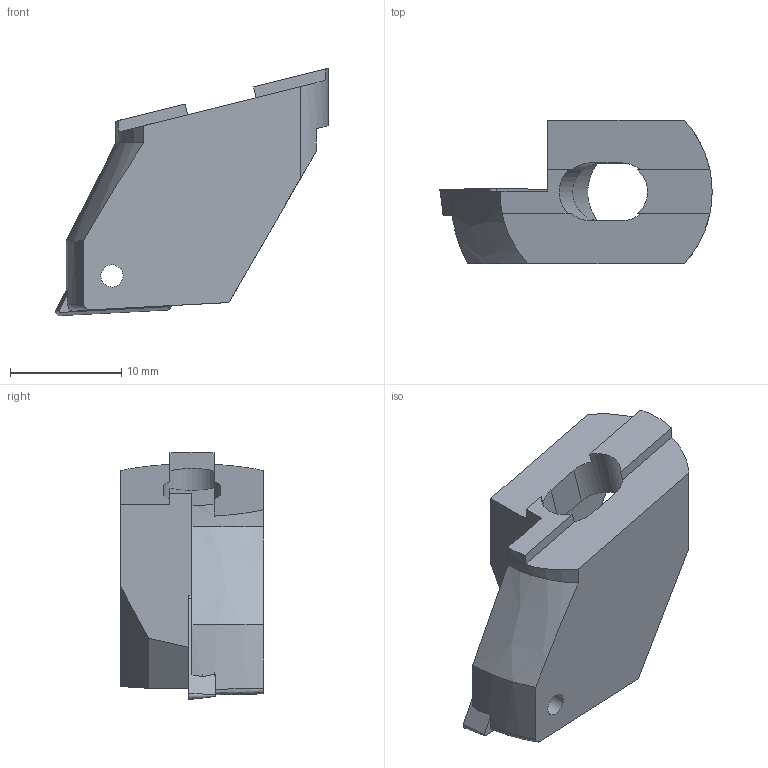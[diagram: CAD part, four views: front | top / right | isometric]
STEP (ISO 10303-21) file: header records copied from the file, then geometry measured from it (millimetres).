
FILE_DESCRIPTION((''),'1');
FILE_NAME('EB27AJ.stp','2022-09-27T08:07:54',(''),(''),'Spatial Interop R21 SP3','Kubotek KeyCreator 2011 V10.0.2 (22737)',' ');
FILE_SCHEMA(('automotive_design'));
Length unit declared in the file: millimetre
Products named in the file (2): 241[3]; 240[2]
Bounding box: 24.5 x 12.9 x 22.26 mm (x, y, z)
Volume: 2135.8 mm3; surface area: 1908.9 mm2
Topology: 2 solids, 2 shells, 53 faces, 150 edges, 100 vertices
Faces by surface type: plane 38, cylinder 8, cone 6, bspline 1
Full cylindrical faces by diameter (mm): 2 x1
Entity records: 3129 total; most frequent: CARTESIAN_POINT 379, ORIENTED_EDGE 292, DIRECTION 257, PRESENTATION_STYLE_ASSIGNMENT 256, COLOUR_RGB 256, STYLED_ITEM 201, CURVE_STYLE 201, DRAUGHTING_PRE_DEFINED_CURVE_FONT 201
